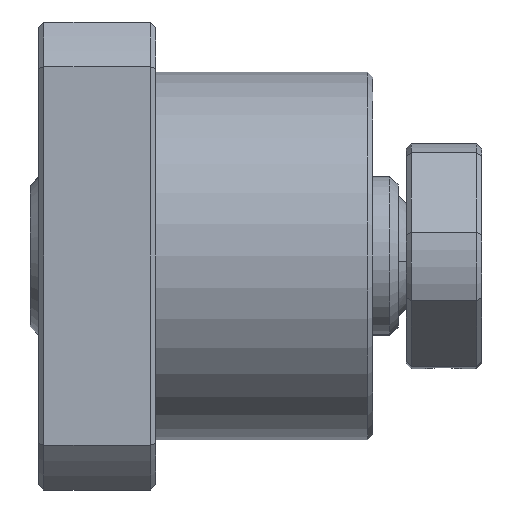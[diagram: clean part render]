
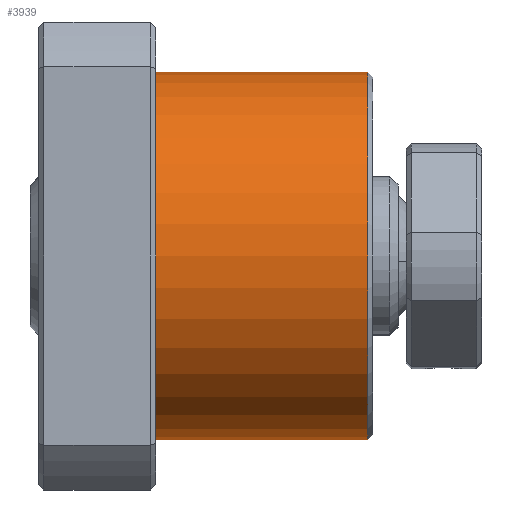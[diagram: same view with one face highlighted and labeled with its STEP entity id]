
A CAD part, front view. The second image highlights one B-rep face of the part: STEP entity #3939.
In plain terms, the highlighted cylindrical face has radius 11 mm (diameter 22 mm), a partial arc.
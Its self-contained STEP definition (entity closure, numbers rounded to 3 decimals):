
#160=CYLINDRICAL_SURFACE('',#925,11.);
#289=VECTOR('',#1603,1.);
#290=VECTOR('',#1606,1.);
#438=LINE('',#5238,#289);
#439=LINE('',#5242,#290);
#612=CIRCLE('',#924,11.);
#613=CIRCLE('',#926,11.);
#924=AXIS2_PLACEMENT_3D('',#5594,#1643,#1644);
#925=AXIS2_PLACEMENT_3D('',#5595,#1645,#1646);
#926=AXIS2_PLACEMENT_3D('',#5596,#1647,#1648);
#1603=DIRECTION('',(-1.,0.,0.));
#1606=DIRECTION('',(-1.,0.,0.));
#1643=DIRECTION('',(-1.,0.,0.));
#1644=DIRECTION('',(0.,0.,11.));
#1645=DIRECTION('',(-1.,0.,0.));
#1646=DIRECTION('',(0.,0.,11.));
#1647=DIRECTION('',(-1.,0.,0.));
#1648=DIRECTION('',(0.,0.,11.));
#2104=VERTEX_POINT('',#5236);
#2105=VERTEX_POINT('',#5237);
#2106=VERTEX_POINT('',#5239);
#2107=VERTEX_POINT('',#5241);
#2520=EDGE_CURVE('',#2105,#2106,#438,.T.);
#2522=EDGE_CURVE('',#2104,#2107,#439,.T.);
#2540=EDGE_CURVE('',#2105,#2104,#612,.T.);
#2541=EDGE_CURVE('',#2106,#2107,#613,.T.);
#3175=ORIENTED_EDGE('',*,*,#2520,.F.);
#3176=ORIENTED_EDGE('',*,*,#2540,.T.);
#3177=ORIENTED_EDGE('',*,*,#2522,.T.);
#3178=ORIENTED_EDGE('',*,*,#2541,.F.);
#3548=EDGE_LOOP('',(#3175,#3176,#3177,#3178));
#3750=FACE_BOUND('',#3548,.T.);
#3939=ADVANCED_FACE('',(#3750),#160,.T.);
#5236=CARTESIAN_POINT('',(19.7,0.,11.));
#5237=CARTESIAN_POINT('',(19.7,0.,-11.));
#5238=CARTESIAN_POINT('',(19.7,0.,-11.));
#5239=CARTESIAN_POINT('',(7.,0.,-11.));
#5241=CARTESIAN_POINT('',(7.,0.,11.));
#5242=CARTESIAN_POINT('',(19.7,0.,11.));
#5594=CARTESIAN_POINT('',(19.7,0.,0.));
#5595=CARTESIAN_POINT('',(-94.469,0.,0.));
#5596=CARTESIAN_POINT('',(7.,0.,0.));
